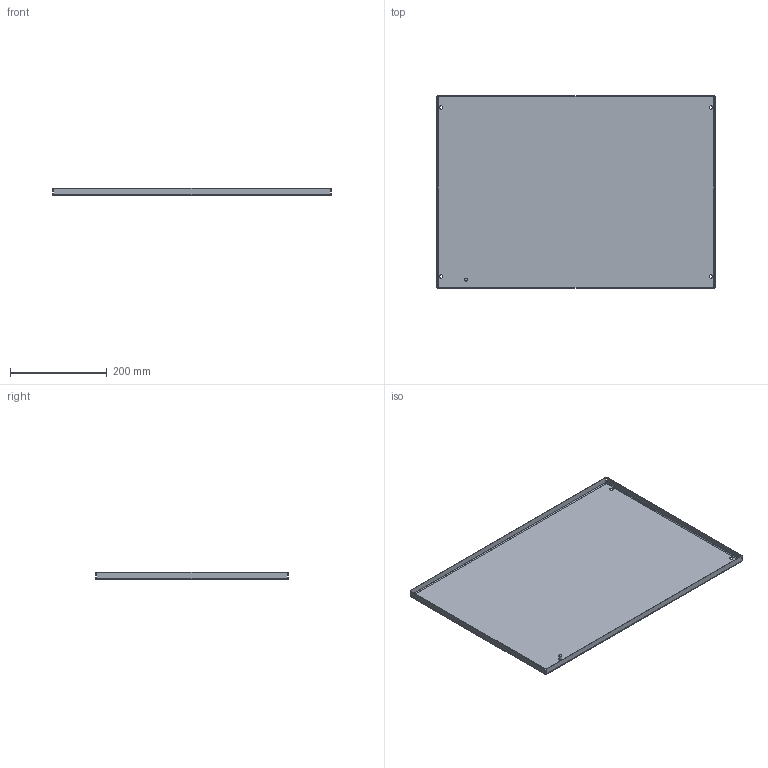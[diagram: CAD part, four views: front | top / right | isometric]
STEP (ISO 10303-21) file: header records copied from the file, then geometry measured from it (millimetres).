
FILE_DESCRIPTION(/* description */ (''),/* implementation_level */ '2;1');
FILE_NAME(/* name */ 'TCM400F.stp',/* time_stamp */ '2017-09-19T17:32:03+02:00',/* author */ (''),/* organization */ (''),/* preprocessor_version */ 'ST-DEVELOPER v15',/* originating_system */ 'SIEMENS PLM Software NX 9.0',/* authorisation */ '');
FILE_SCHEMA (('CONFIG_CONTROL_DESIGN'));
Length unit declared in the file: millimetre
Products named in the file (3): 30350015_TAPA_METAL_NO_ABIS; 91355_PERNO_M6x10; TMM400F_stp
Assembly tree (2 placements, depth 2):
  TMM400F_stp
    91355_PERNO_M6x10
    30350015_TAPA_METAL_NO_ABIS
Bounding box: 577 x 399.5 x 15 mm (x, y, z)
Volume: 306547.2 mm3; surface area: 513269.1 mm2
Topology: 2 solids, 2 shells, 60 faces, 144 edges, 89 vertices
Faces by surface type: plane 45, cylinder 14, cone 1
Full cylindrical faces by diameter (mm): 6 x1, 6.5 x1, 7 x4
Entity records: 2015 total; most frequent: CARTESIAN_POINT 324, ORIENTED_EDGE 288, DIRECTION 283, EDGE_CURVE 144, AXIS2_PLACEMENT_3D 104, VERTEX_POINT 89, LINE 75, VECTOR 75
